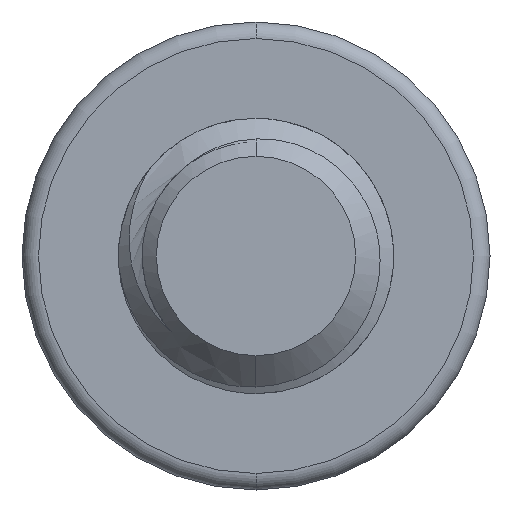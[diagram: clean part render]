
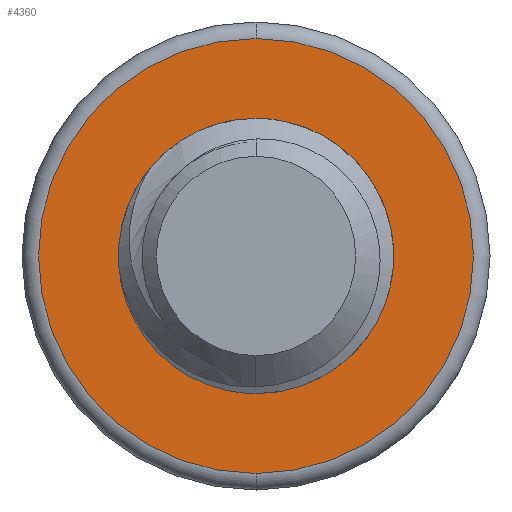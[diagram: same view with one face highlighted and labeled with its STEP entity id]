
A CAD part, front view. The second image highlights one B-rep face of the part: STEP entity #4360.
In plain terms, the highlighted planar face has unit normal (0, -1, 0).
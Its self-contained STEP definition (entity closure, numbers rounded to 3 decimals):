
#105 = CARTESIAN_POINT ( 'NONE',  ( 0.791, 14., 1.91 ) ) ;
#270 = VERTEX_POINT ( 'NONE', #4796 ) ;
#325 = CARTESIAN_POINT ( 'NONE',  ( 0., 14., -2.5 ) ) ;
#326 = CARTESIAN_POINT ( 'NONE',  ( 2.162, 14., -1.134 ) ) ;
#437 = B_SPLINE_CURVE_WITH_KNOTS ( 'NONE', 3,
 ( #325, #3402, #1506, #1895, #2685, #739, #4922, #3088, #764, #1531, #1090, #2978, #4220, #1450, #1923, #4628, #3429, #4549 ),
 .UNSPECIFIED., .F., .F.,
 ( 4, 2, 2, 2, 2, 2, 2, 2, 4 ),
 ( 0., 0.001, 0.001, 0.002, 0.002, 0.003, 0.003, 0.004, 0.004 ),
 .UNSPECIFIED. ) ;
#544 = EDGE_CURVE ( 'NONE', #3420, #4355, #437, .T. ) ;
#576 = EDGE_LOOP ( 'NONE', ( #659, #2047 ) ) ;
#634 = CARTESIAN_POINT ( 'NONE',  ( 0.973, 14., 1.857 ) ) ;
#659 = ORIENTED_EDGE ( 'NONE', *, *, #1347, .T. ) ;
#717 = CARTESIAN_POINT ( 'NONE',  ( -1.91, 14., 0.791 ) ) ;
#739 = CARTESIAN_POINT ( 'NONE',  ( -1.219, 14., -2.054 ) ) ;
#744 = CARTESIAN_POINT ( 'NONE',  ( -0.665, 14., 1.962 ) ) ;
#764 = CARTESIAN_POINT ( 'NONE',  ( -1.749, 14., -1.524 ) ) ;
#767 = EDGE_CURVE ( 'NONE', #1315, #3420, #3975, .T. ) ;
#1014 = CARTESIAN_POINT ( 'NONE',  ( 2.315, 14., 0.159 ) ) ;
#1066 = CARTESIAN_POINT ( 'NONE',  ( 0.791, 14., 1.91 ) ) ;
#1090 = CARTESIAN_POINT ( 'NONE',  ( -2.019, 14., -1.028 ) ) ;
#1118 = CARTESIAN_POINT ( 'NONE',  ( 1.144, 14., 1.78 ) ) ;
#1122 = PLANE ( 'NONE',  #2914 ) ;
#1171 = CARTESIAN_POINT ( 'NONE',  ( 0.791, 14., 1.91 ) ) ;
#1192 = CARTESIAN_POINT ( 'NONE',  ( -0.533, 14., 2.002 ) ) ;
#1315 = VERTEX_POINT ( 'NONE', #4261 ) ;
#1347 = EDGE_CURVE ( 'NONE', #2776, #270, #1457, .T. ) ;
#1426 = CARTESIAN_POINT ( 'NONE',  ( 2.227, 14., -0.955 ) ) ;
#1450 = CARTESIAN_POINT ( 'NONE',  ( -2.169, 14., -0.107 ) ) ;
#1455 = DIRECTION ( 'NONE',  ( 0., 0., 1. ) ) ;
#1457 = CIRCLE ( 'NONE', #4293, 3.95 ) ;
#1480 = CARTESIAN_POINT ( 'NONE',  ( 2.155, 14., 0.701 ) ) ;
#1506 = CARTESIAN_POINT ( 'NONE',  ( -0.372, 14., -2.447 ) ) ;
#1507 = CARTESIAN_POINT ( 'NONE',  ( 1.864, 14., 1.185 ) ) ;
#1511 = CARTESIAN_POINT ( 'NONE',  ( -1.033, 14., 1.795 ) ) ;
#1531 = CARTESIAN_POINT ( 'NONE',  ( -1.942, 14., -1.203 ) ) ;
#1535 = CARTESIAN_POINT ( 'NONE',  ( 0., 14., -2.5 ) ) ;
#1755 = ORIENTED_EDGE ( 'NONE', *, *, #4454, .T. ) ;
#1895 = CARTESIAN_POINT ( 'NONE',  ( -0.727, 14., -2.33 ) ) ;
#1900 = CARTESIAN_POINT ( 'NONE',  ( -1.91, 14., 0.791 ) ) ;
#1923 = CARTESIAN_POINT ( 'NONE',  ( -2.153, 14., 0.079 ) ) ;
#1950 = CARTESIAN_POINT ( 'NONE',  ( 0., 14., 0. ) ) ;
#2020 = DIRECTION ( 'NONE',  ( 0., 0., 1. ) ) ;
#2047 = ORIENTED_EDGE ( 'NONE', *, *, #3334, .T. ) ;
#2104 = DIRECTION ( 'NONE',  ( 0., -1., 0. ) ) ;
#2251 = CARTESIAN_POINT ( 'NONE',  ( 1.609, 14., 1.459 ) ) ;
#2286 = CARTESIAN_POINT ( 'NONE',  ( -1.805, 14., 1.043 ) ) ;
#2316 = DIRECTION ( 'NONE',  ( 0., 1., 0. ) ) ;
#2337 = CARTESIAN_POINT ( 'NONE',  ( 0., 14., 3.95 ) ) ;
#2341 = FACE_OUTER_BOUND ( 'NONE', #576, .T. ) ;
#2364 = CARTESIAN_POINT ( 'NONE',  ( 0.273, 14., 2.067 ) ) ;
#2491 = EDGE_CURVE ( 'NONE', #4032, #1315, #4556, .T. ) ;
#2661 = FACE_BOUND ( 'NONE', #3056, .T. ) ;
#2685 = CARTESIAN_POINT ( 'NONE',  ( -0.901, 14., -2.25 ) ) ;
#2776 = VERTEX_POINT ( 'NONE', #2337 ) ;
#2914 = AXIS2_PLACEMENT_3D ( 'NONE', #1950, #2316, #1455 ) ;
#2978 = CARTESIAN_POINT ( 'NONE',  ( -2.125, 14., -0.67 ) ) ;
#3036 = CARTESIAN_POINT ( 'NONE',  ( 1.976, 14., 1.03 ) ) ;
#3056 = EDGE_LOOP ( 'NONE', ( #4516, #4756, #3787, #1755 ) ) ;
#3063 = CARTESIAN_POINT ( 'NONE',  ( 2.224, 14., 0.524 ) ) ;
#3088 = CARTESIAN_POINT ( 'NONE',  ( -1.633, 14., -1.671 ) ) ;
#3106 = B_SPLINE_CURVE_WITH_KNOTS ( 'NONE', 3,
 ( #717, #2286, #4976, #3826, #4633, #1511, #4226, #744, #1192, #3527, #4656, #2364, #4297, #1171 ),
 .UNSPECIFIED., .F., .F.,
 ( 4, 2, 2, 2, 2, 2, 4 ),
 ( 0., 0.001, 0.001, 0.002, 0.002, 0.002, 0.003 ),
 .UNSPECIFIED. ) ;
#3109 = DIRECTION ( 'NONE',  ( 0., 0., 1. ) ) ;
#3251 = AXIS2_PLACEMENT_3D ( 'NONE', #3895, #4269, #2020 ) ;
#3330 = DIRECTION ( 'NONE',  ( 0., 0., 1. ) ) ;
#3334 = EDGE_CURVE ( 'NONE', #270, #2776, #4626, .T. ) ;
#3402 = CARTESIAN_POINT ( 'NONE',  ( -0.189, 14., -2.484 ) ) ;
#3403 = CARTESIAN_POINT ( 'NONE',  ( 2.336, 14., -0.027 ) ) ;
#3420 = VERTEX_POINT ( 'NONE', #1535 ) ;
#3429 = CARTESIAN_POINT ( 'NONE',  ( -2.001, 14., 0.625 ) ) ;
#3430 = CARTESIAN_POINT ( 'NONE',  ( 1.463, 14., 1.581 ) ) ;
#3493 = CARTESIAN_POINT ( 'NONE',  ( 0., 14., 0. ) ) ;
#3527 = CARTESIAN_POINT ( 'NONE',  ( -0.269, 14., 2.054 ) ) ;
#3561 = DIRECTION ( 'NONE',  ( 0., -1., 0. ) ) ;
#3764 = CARTESIAN_POINT ( 'NONE',  ( 1.89, 14., -1.623 ) ) ;
#3787 = ORIENTED_EDGE ( 'NONE', *, *, #544, .T. ) ;
#3826 = CARTESIAN_POINT ( 'NONE',  ( -1.365, 14., 1.558 ) ) ;
#3892 = AXIS2_PLACEMENT_3D ( 'NONE', #4446, #2104, #3330 ) ;
#3895 = CARTESIAN_POINT ( 'NONE',  ( 0., 14., 0. ) ) ;
#3975 = CIRCLE ( 'NONE', #3251, 2.5 ) ;
#4032 = VERTEX_POINT ( 'NONE', #105 ) ;
#4220 = CARTESIAN_POINT ( 'NONE',  ( -2.156, 14., -0.482 ) ) ;
#4226 = CARTESIAN_POINT ( 'NONE',  ( -0.915, 14., 1.859 ) ) ;
#4261 = CARTESIAN_POINT ( 'NONE',  ( 1.768, 14., -1.768 ) ) ;
#4269 = DIRECTION ( 'NONE',  ( 0., 1., 0. ) ) ;
#4293 = AXIS2_PLACEMENT_3D ( 'NONE', #3493, #3561, #3109 ) ;
#4297 = CARTESIAN_POINT ( 'NONE',  ( 0.539, 14., 2.014 ) ) ;
#4355 = VERTEX_POINT ( 'NONE', #1900 ) ;
#4360 = ADVANCED_FACE ( 'NONE', ( #2341, #2661 ), #1122, .F. ) ;
#4446 = CARTESIAN_POINT ( 'NONE',  ( 0., 14., 0. ) ) ;
#4454 = EDGE_CURVE ( 'NONE', #4355, #4032, #3106, .T. ) ;
#4516 = ORIENTED_EDGE ( 'NONE', *, *, #2491, .T. ) ;
#4523 = CARTESIAN_POINT ( 'NONE',  ( 1.768, 14., -1.768 ) ) ;
#4549 = CARTESIAN_POINT ( 'NONE',  ( -1.91, 14., 0.791 ) ) ;
#4550 = CARTESIAN_POINT ( 'NONE',  ( 2.336, 14., -0.404 ) ) ;
#4556 = B_SPLINE_CURVE_WITH_KNOTS ( 'NONE', 3,
 ( #1066, #634, #1118, #3430, #2251, #1507, #3036, #1480, #3063, #1014, #3403, #4550, #4948, #1426, #326, #4576, #3764, #4523 ),
 .UNSPECIFIED., .F., .F.,
 ( 4, 2, 2, 2, 2, 2, 2, 2, 4 ),
 ( 0., 0.001, 0.001, 0.002, 0.002, 0.003, 0.003, 0.004, 0.004 ),
 .UNSPECIFIED. ) ;
#4576 = CARTESIAN_POINT ( 'NONE',  ( 1.993, 14., -1.467 ) ) ;
#4626 = CIRCLE ( 'NONE', #3892, 3.95 ) ;
#4628 = CARTESIAN_POINT ( 'NONE',  ( -2.068, 14., 0.448 ) ) ;
#4633 = CARTESIAN_POINT ( 'NONE',  ( -1.259, 14., 1.645 ) ) ;
#4656 = CARTESIAN_POINT ( 'NONE',  ( -0.135, 14., 2.067 ) ) ;
#4756 = ORIENTED_EDGE ( 'NONE', *, *, #767, .T. ) ;
#4796 = CARTESIAN_POINT ( 'NONE',  ( 0., 14., -3.95 ) ) ;
#4922 = CARTESIAN_POINT ( 'NONE',  ( -1.367, 14., -1.937 ) ) ;
#4948 = CARTESIAN_POINT ( 'NONE',  ( 2.314, 14., -0.591 ) ) ;
#4976 = CARTESIAN_POINT ( 'NONE',  ( -1.651, 14., 1.273 ) ) ;
